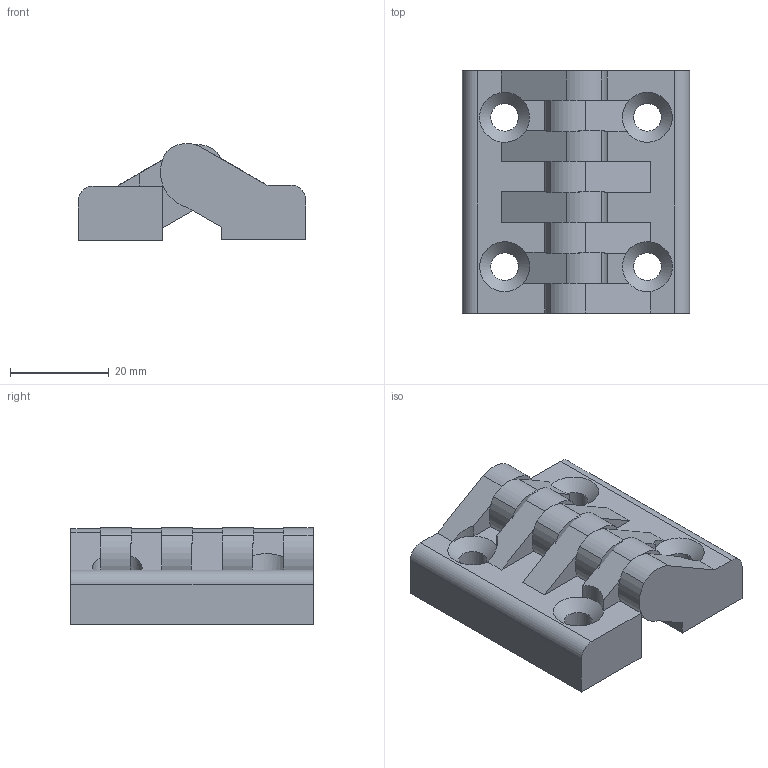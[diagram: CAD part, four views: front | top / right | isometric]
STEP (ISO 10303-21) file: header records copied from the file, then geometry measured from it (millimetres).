
FILE_DESCRIPTION(('STEP AP203'),'2;1');
FILE_NAME('15.005.00.stp','2011-03-05T12:49:39',(''),(''),'2009.3.110','THINKDESIGN','');
FILE_SCHEMA(('CONFIG_CONTROL_DESIGN'));
Length unit declared in the file: millimetre
Bounding box: 45.97 x 49 x 19.61 mm (x, y, z)
Volume: 25459.5 mm3; surface area: 10770.4 mm2
Topology: 2 solids, 2 shells, 76 faces, 220 edges, 144 vertices
Faces by surface type: plane 44, cylinder 28, bspline 4
Full cylindrical faces by diameter (mm): 5.6 x4
Entity records: 2673 total; most frequent: CARTESIAN_POINT 508, ORIENTED_EDGE 440, DIRECTION 438, EDGE_CURVE 220, AXIS2_PLACEMENT_3D 146, VECTOR 146, LINE 146, VERTEX_POINT 144
